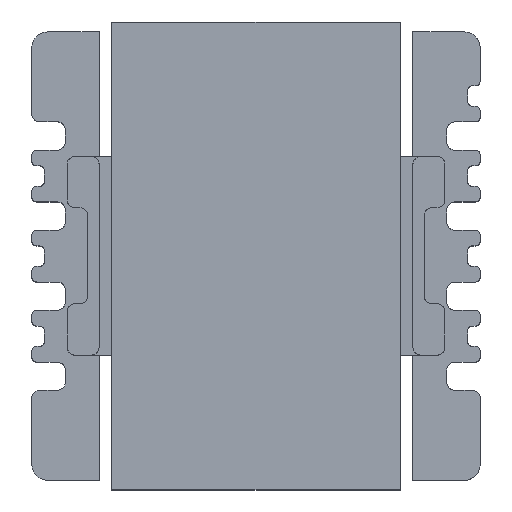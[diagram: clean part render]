
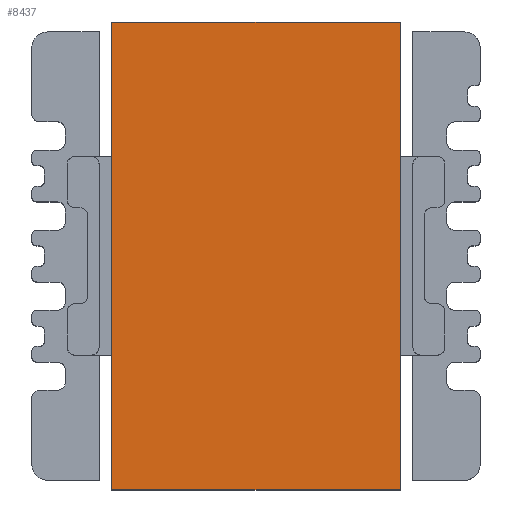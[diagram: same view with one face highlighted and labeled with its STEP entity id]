
A CAD part, top view. The second image highlights one B-rep face of the part: STEP entity #8437.
In plain terms, the highlighted free-form (B-spline) face has degree [1, 1] with [2, 2] control points.
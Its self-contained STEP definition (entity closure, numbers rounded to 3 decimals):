
#8309 = EDGE_CURVE('',#8310,#8312,#8314,.T.);
#8310 = VERTEX_POINT('',#8311);
#8311 = CARTESIAN_POINT('',(9.339,15.15,
    4.099));
#8312 = VERTEX_POINT('',#8313);
#8313 = CARTESIAN_POINT('',(9.339,-15.15,
    4.099));
#8314 = B_SPLINE_CURVE_WITH_KNOTS('',1,(#8315,#8316),.UNSPECIFIED.,.F.,
  .F.,(2,2),(-0.1,29.1),.PIECEWISE_BEZIER_KNOTS.);
#8315 = CARTESIAN_POINT('',(9.339,15.15,
    4.099));
#8316 = CARTESIAN_POINT('',(9.339,-15.15,
    4.099));
#8375 = EDGE_CURVE('',#8376,#8378,#8380,.T.);
#8376 = VERTEX_POINT('',#8377);
#8377 = CARTESIAN_POINT('',(-9.339,15.15,
    4.099));
#8378 = VERTEX_POINT('',#8379);
#8379 = CARTESIAN_POINT('',(-9.339,-15.15,
    4.099));
#8380 = B_SPLINE_CURVE_WITH_KNOTS('',1,(#8381,#8382),.UNSPECIFIED.,.F.,
  .F.,(2,2),(-0.1,29.1),.PIECEWISE_BEZIER_KNOTS.);
#8381 = CARTESIAN_POINT('',(-9.339,15.15,
    4.099));
#8382 = CARTESIAN_POINT('',(-9.339,-15.15,
    4.099));
#8437 = ADVANCED_FACE('',(#8438),#8452,.F.);
#8438 = FACE_BOUND('',#8439,.T.);
#8439 = EDGE_LOOP('',(#8440,#8441,#8446,#8447));
#8440 = ORIENTED_EDGE('',*,*,#8375,.T.);
#8441 = ORIENTED_EDGE('',*,*,#8442,.F.);
#8442 = EDGE_CURVE('',#8312,#8378,#8443,.T.);
#8443 = B_SPLINE_CURVE_WITH_KNOTS('',1,(#8444,#8445),.UNSPECIFIED.,.F.,
  .F.,(2,2),(-0.,18.),.PIECEWISE_BEZIER_KNOTS.);
#8444 = CARTESIAN_POINT('',(9.339,-15.15,
    4.099));
#8445 = CARTESIAN_POINT('',(-9.339,-15.15,
    4.099));
#8446 = ORIENTED_EDGE('',*,*,#8309,.F.);
#8447 = ORIENTED_EDGE('',*,*,#8448,.T.);
#8448 = EDGE_CURVE('',#8310,#8376,#8449,.T.);
#8449 = B_SPLINE_CURVE_WITH_KNOTS('',1,(#8450,#8451),.UNSPECIFIED.,.F.,
  .F.,(2,2),(-0.,18.),.PIECEWISE_BEZIER_KNOTS.);
#8450 = CARTESIAN_POINT('',(9.339,15.15,
    4.099));
#8451 = CARTESIAN_POINT('',(-9.339,15.15,
    4.099));
#8452 = B_SPLINE_SURFACE_WITH_KNOTS('',1,1,(
    (#8453,#8454)
    ,(#8455,#8456
    )),.UNSPECIFIED.,.F.,.F.,.F.,(2,2),(2,2),(-0.,18.),(-29.1,0.1),
  .PIECEWISE_BEZIER_KNOTS.);
#8453 = CARTESIAN_POINT('',(9.339,-15.15,
    4.099));
#8454 = CARTESIAN_POINT('',(9.339,15.15,
    4.099));
#8455 = CARTESIAN_POINT('',(-9.339,-15.15,
    4.099));
#8456 = CARTESIAN_POINT('',(-9.339,15.15,
    4.099));
